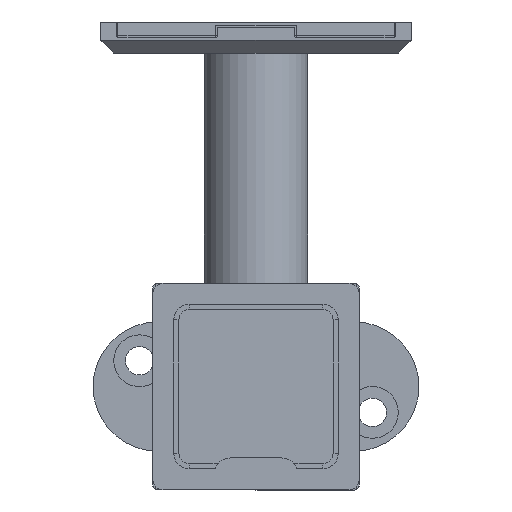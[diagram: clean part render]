
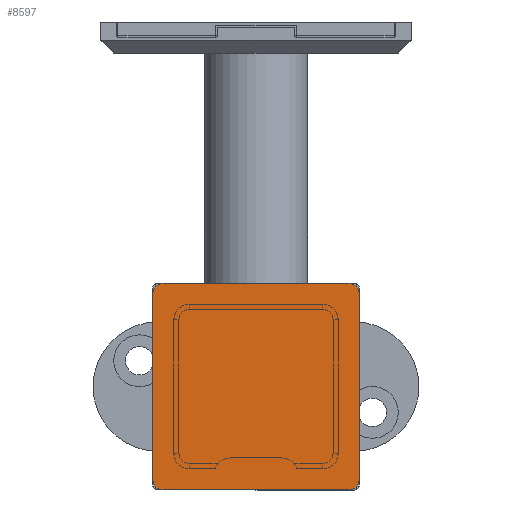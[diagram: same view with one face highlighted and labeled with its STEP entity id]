
A CAD part, front view. The second image highlights one B-rep face of the part: STEP entity #8597.
In plain terms, the highlighted planar face has unit normal (0, -1, 0).
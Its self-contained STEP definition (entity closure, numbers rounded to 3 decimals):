
#103 = EDGE_CURVE ( 'NONE', #14433, #14138, #15251, .T. ) ;
#601 = CIRCLE ( 'NONE', #14997, 2.25 ) ;
#670 = DIRECTION ( 'NONE',  ( 0., 0., -1. ) ) ;
#773 = CARTESIAN_POINT ( 'NONE',  ( -20., 0., 17.75 ) ) ;
#1790 = DIRECTION ( 'NONE',  ( 0., 0., -1. ) ) ;
#1946 = ORIENTED_EDGE ( 'NONE', *, *, #103, .T. ) ;
#2210 = CIRCLE ( 'NONE', #3333, 2.25 ) ;
#2579 = VERTEX_POINT ( 'NONE', #16788 ) ;
#2853 = FACE_OUTER_BOUND ( 'NONE', #10551, .T. ) ;
#3152 = CARTESIAN_POINT ( 'NONE',  ( 20., 0., -20. ) ) ;
#3333 = AXIS2_PLACEMENT_3D ( 'NONE', #6424, #6505, #15721 ) ;
#3363 = ORIENTED_EDGE ( 'NONE', *, *, #7829, .T. ) ;
#3544 = LINE ( 'NONE', #7502, #4283 ) ;
#3548 = DIRECTION ( 'NONE',  ( 0., -1., 0. ) ) ;
#4115 = CARTESIAN_POINT ( 'NONE',  ( -17.75, 0., 20. ) ) ;
#4283 = VECTOR ( 'NONE', #10167, 1000. ) ;
#4536 = VERTEX_POINT ( 'NONE', #773 ) ;
#4585 = VERTEX_POINT ( 'NONE', #14383 ) ;
#4600 = ORIENTED_EDGE ( 'NONE', *, *, #7313, .T. ) ;
#4816 = DIRECTION ( 'NONE',  ( 0., -1., 0. ) ) ;
#5076 = DIRECTION ( 'NONE',  ( 0., -1., 0. ) ) ;
#6196 = CARTESIAN_POINT ( 'NONE',  ( -20., 0., -17.75 ) ) ;
#6259 = ORIENTED_EDGE ( 'NONE', *, *, #14887, .T. ) ;
#6347 = CIRCLE ( 'NONE', #17099, 2.25 ) ;
#6424 = CARTESIAN_POINT ( 'NONE',  ( -17.75, 0., 17.75 ) ) ;
#6505 = DIRECTION ( 'NONE',  ( 0., -1., 0. ) ) ;
#6779 = VERTEX_POINT ( 'NONE', #6196 ) ;
#7076 = VECTOR ( 'NONE', #7399, 1000. ) ;
#7244 = PLANE ( 'NONE',  #16399 ) ;
#7311 = LINE ( 'NONE', #14222, #7076 ) ;
#7313 = EDGE_CURVE ( 'NONE', #6779, #9311, #601, .T. ) ;
#7369 = CARTESIAN_POINT ( 'NONE',  ( 17.75, 0., -17.75 ) ) ;
#7399 = DIRECTION ( 'NONE',  ( 0., 0., -1. ) ) ;
#7414 = ORIENTED_EDGE ( 'NONE', *, *, #16950, .T. ) ;
#7473 = AXIS2_PLACEMENT_3D ( 'NONE', #7369, #4816, #670 ) ;
#7502 = CARTESIAN_POINT ( 'NONE',  ( 20., 0., 20. ) ) ;
#7829 = EDGE_CURVE ( 'NONE', #4536, #6779, #7311, .T. ) ;
#8317 = CARTESIAN_POINT ( 'NONE',  ( 20., 0., 17.75 ) ) ;
#8531 = DIRECTION ( 'NONE',  ( 0., 0., 1. ) ) ;
#8597 = ADVANCED_FACE ( 'NONE', ( #2853 ), #7244, .T. ) ;
#9274 = CARTESIAN_POINT ( 'NONE',  ( 20., 0., -17.75 ) ) ;
#9311 = VERTEX_POINT ( 'NONE', #12994 ) ;
#9364 = ORIENTED_EDGE ( 'NONE', *, *, #14864, .T. ) ;
#9921 = DIRECTION ( 'NONE',  ( 0., -1., 0. ) ) ;
#10167 = DIRECTION ( 'NONE',  ( -1., 0., 0. ) ) ;
#10272 = VERTEX_POINT ( 'NONE', #4115 ) ;
#10348 = DIRECTION ( 'NONE',  ( 1., 0., 0. ) ) ;
#10551 = EDGE_LOOP ( 'NONE', ( #1946, #15075, #9364, #7414, #3363, #4600, #6259, #16530 ) ) ;
#10561 = EDGE_CURVE ( 'NONE', #4585, #14433, #16818, .T. ) ;
#10686 = EDGE_CURVE ( 'NONE', #14138, #2579, #6347, .T. ) ;
#11667 = CARTESIAN_POINT ( 'NONE',  ( -20., 0., -20. ) ) ;
#11887 = DIRECTION ( 'NONE',  ( 0., 0., -1. ) ) ;
#12661 = DIRECTION ( 'NONE',  ( 0., 0., -1. ) ) ;
#12994 = CARTESIAN_POINT ( 'NONE',  ( -17.75, 0., -20. ) ) ;
#13246 = VECTOR ( 'NONE', #8531, 1000. ) ;
#13900 = CARTESIAN_POINT ( 'NONE',  ( -20., 0., -20. ) ) ;
#14138 = VERTEX_POINT ( 'NONE', #8317 ) ;
#14222 = CARTESIAN_POINT ( 'NONE',  ( -20., 0., 20. ) ) ;
#14331 = CARTESIAN_POINT ( 'NONE',  ( -17.75, 0., -17.75 ) ) ;
#14383 = CARTESIAN_POINT ( 'NONE',  ( 17.75, 0., -20. ) ) ;
#14433 = VERTEX_POINT ( 'NONE', #9274 ) ;
#14864 = EDGE_CURVE ( 'NONE', #2579, #10272, #3544, .T. ) ;
#14887 = EDGE_CURVE ( 'NONE', #9311, #4585, #17153, .T. ) ;
#14997 = AXIS2_PLACEMENT_3D ( 'NONE', #14331, #3548, #12661 ) ;
#15075 = ORIENTED_EDGE ( 'NONE', *, *, #10686, .T. ) ;
#15251 = LINE ( 'NONE', #3152, #13246 ) ;
#15721 = DIRECTION ( 'NONE',  ( 0., 0., -1. ) ) ;
#16399 = AXIS2_PLACEMENT_3D ( 'NONE', #13900, #9921, #1790 ) ;
#16435 = VECTOR ( 'NONE', #10348, 1000. ) ;
#16530 = ORIENTED_EDGE ( 'NONE', *, *, #10561, .T. ) ;
#16788 = CARTESIAN_POINT ( 'NONE',  ( 17.75, 0., 20. ) ) ;
#16818 = CIRCLE ( 'NONE', #7473, 2.25 ) ;
#16950 = EDGE_CURVE ( 'NONE', #10272, #4536, #2210, .T. ) ;
#17099 = AXIS2_PLACEMENT_3D ( 'NONE', #17194, #5076, #11887 ) ;
#17153 = LINE ( 'NONE', #11667, #16435 ) ;
#17194 = CARTESIAN_POINT ( 'NONE',  ( 17.75, 0., 17.75 ) ) ;
